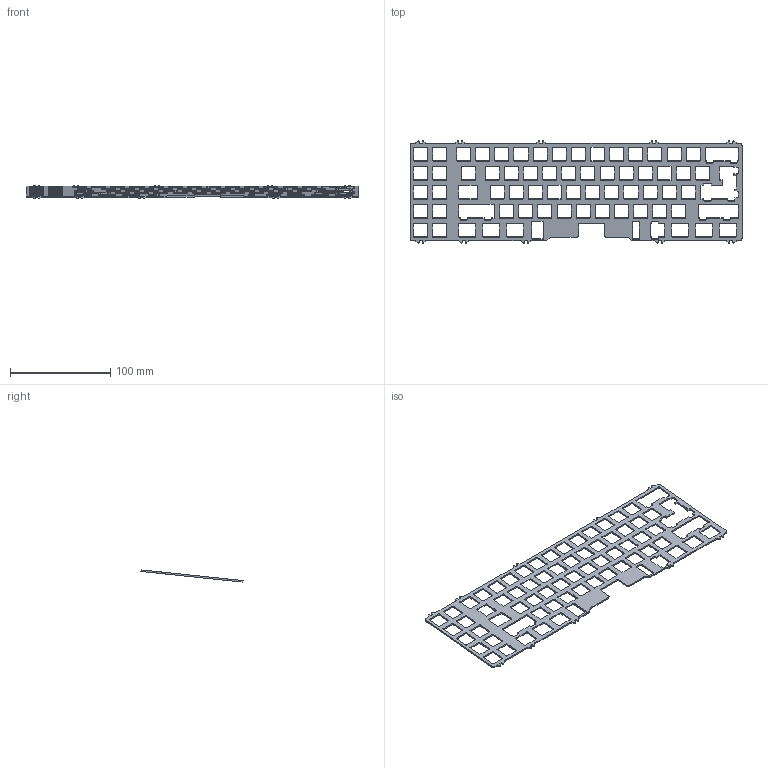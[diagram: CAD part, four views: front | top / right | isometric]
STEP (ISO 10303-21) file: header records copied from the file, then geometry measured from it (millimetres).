
FILE_DESCRIPTION(/* description */ (''),/* implementation_level */ '2;1');
FILE_NAME(/* name */ '6xx plate files.step',/* time_stamp */ '2023-09-03T14:46:03+04:00',/* author */ (''),/* organization */ (''),/* preprocessor_version */ 'ST-DEVELOPER v20',/* originating_system */ 'Autodesk Translation Framework v12.9.0.99',/* authorisation */ '');
FILE_SCHEMA (('AUTOMOTIVE_DESIGN { 1 0 10303 214 3 1 1 }'));
Length unit declared in the file: millimetre
Products named in the file (2): 65xt_extmount; DEFAULTPLATE
Assembly tree (1 placements, depth 2):
  65xt_extmount
    DEFAULTPLATE
Bounding box: 330.61 x 101.85 x 12.18 mm (x, y, z)
Volume: 23687.6 mm3; surface area: 39326.6 mm2
Topology: 1 solids, 1 shells, 841 faces, 2517 edges, 1678 vertices
Faces by surface type: plane 436, cylinder 405
Entity records: 28893 total; most frequent: CARTESIAN_POINT 5039, ORIENTED_EDGE 5034, DIRECTION 5015, EDGE_CURVE 2517, LINE 1707, VECTOR 1707, VERTEX_POINT 1678, AXIS2_PLACEMENT_3D 1654
